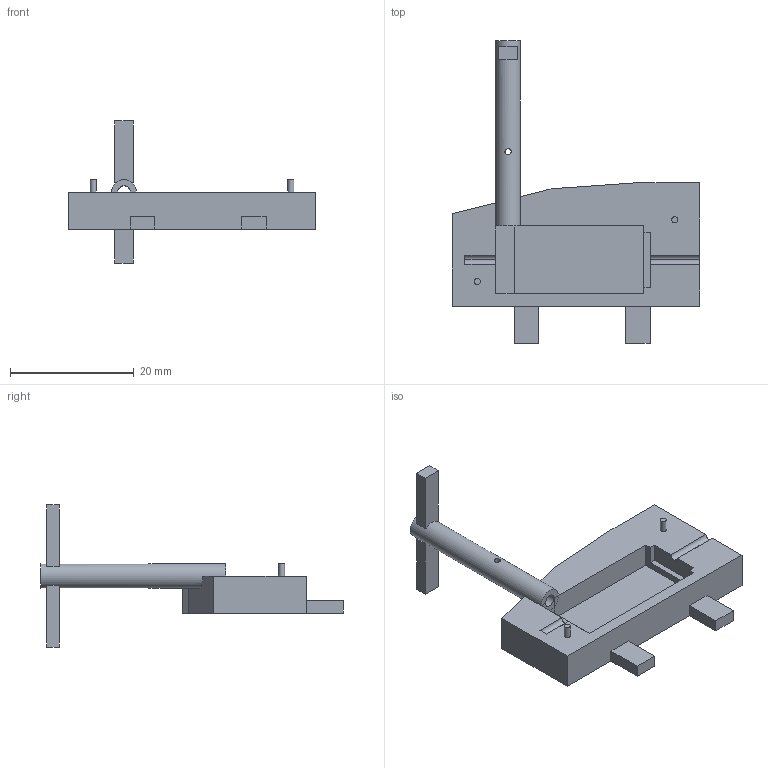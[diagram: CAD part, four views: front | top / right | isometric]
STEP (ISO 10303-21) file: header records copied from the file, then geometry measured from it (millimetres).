
FILE_DESCRIPTION(('FreeCAD Model'),'2;1');
FILE_NAME('test2.stp', '2016-02-08T13:23:59',('FreeCAD'),('FreeCAD'), 'Open CASCADE STEP processor 6.8','FreeCAD','Unknown');
FILE_SCHEMA(('AUTOMOTIVE_DESIGN_CC2 { 1 2 10303 214 -1 1 5 4 }'));
Length unit declared in the file: millimetre
Products named in the file (1): Open CASCADE STEP translator 6.8 2
Bounding box: 40 x 49 x 23 mm (x, y, z)
Volume: 3879.4 mm3; surface area: 3358.8 mm2
Topology: 1 solids, 1 shells, 64 faces, 166 edges, 107 vertices
Faces by surface type: plane 53, cylinder 11
Full cylindrical faces by diameter (mm): 1 x4, 2 x1, 4 x1
Entity records: 5381 total; most frequent: CARTESIAN_POINT 2129, DIRECTION 565, LINE 368, VECTOR 368, ORIENTED_EDGE 332, PCURVE 332, DEFINITIONAL_REPRESENTATION 332, EDGE_CURVE 166
